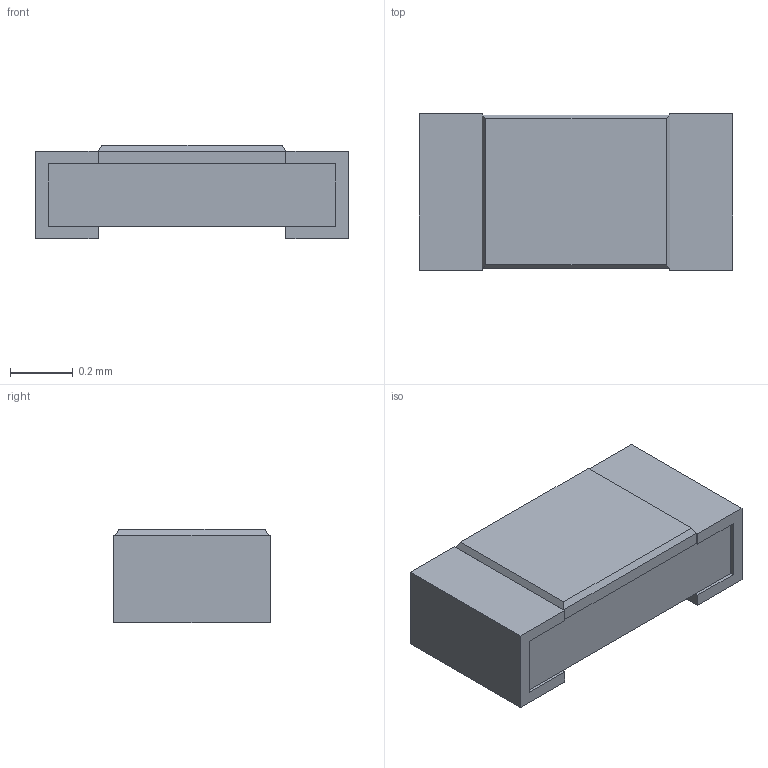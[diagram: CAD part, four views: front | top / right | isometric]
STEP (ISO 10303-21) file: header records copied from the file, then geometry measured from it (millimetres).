
FILE_DESCRIPTION(('FreeCAD Model'),'2;1');
FILE_NAME('R_0402.step', '2016-06-09T10:04:36',(''),(''),'Open CASCADE STEP processor 6.8', 'FreeCAD','Unknown');
FILE_SCHEMA(('AUTOMOTIVE_DESIGN_CC2 { 1 2 10303 214 -1 1 5 4 }'));
Length unit declared in the file: inch
Products named in the file (5): ASSEMBLY; body; side-right; top-part; side-left
Assembly tree (4 placements, depth 2):
  ASSEMBLY
    body
    side-right
    top-part
    side-left
Bounding box: 1 x 0.5 x 0.3 mm (x, y, z)
Volume: 0.1 mm3; surface area: 3.5 mm2
Topology: 4 solids, 4 shells, 36 faces, 80 edges, 52 vertices
Faces by surface type: plane 28, bspline 8
Entity records: 2129 total; most frequent: CARTESIAN_POINT 369, DIRECTION 294, LINE 228, VECTOR 228, ORIENTED_EDGE 160, PCURVE 160, DEFINITIONAL_REPRESENTATION 160, EDGE_CURVE 80
